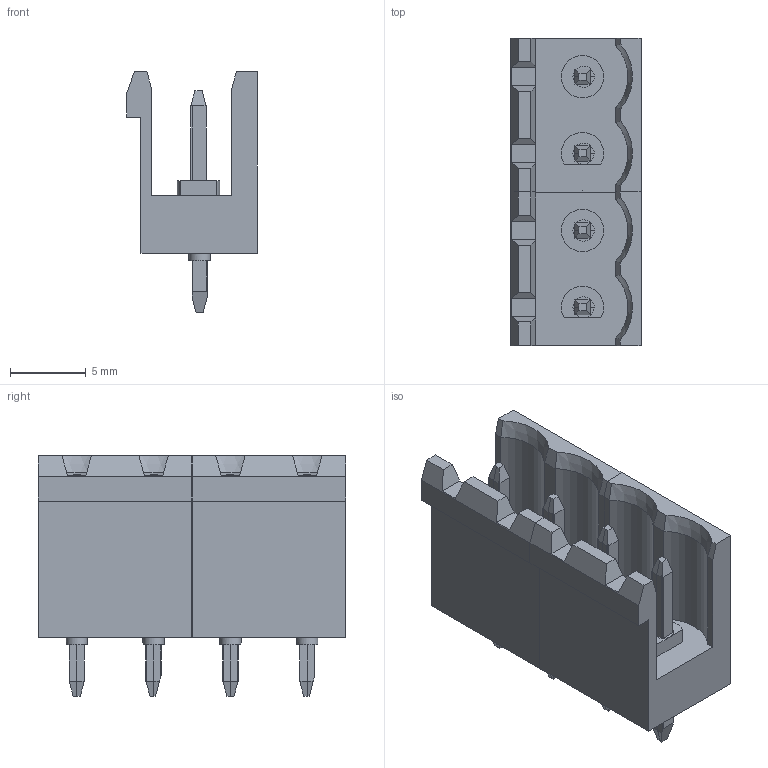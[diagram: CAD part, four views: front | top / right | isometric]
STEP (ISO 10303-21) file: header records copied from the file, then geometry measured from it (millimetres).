
FILE_DESCRIPTION(/* description */ (''),/* implementation_level */ '2;1');
FILE_NAME(/* name */ 'Terminal Block Vert_Socket_4.step',/* time_stamp */ '2018-12-16T19:19:47-05:00',/* author */ ('xdmattz'),/* organization */ (''),/* preprocessor_version */ 'ST-DEVELOPER v17.2',/* originating_system */ 'Autodesk Translation Framework v7.6.0.251',/* authorisation */ '');
FILE_SCHEMA (('AUTOMOTIVE_DESIGN { 1 0 10303 214 3 1 1 }'));
Length unit declared in the file: millimetre
Products named in the file (5): Vert_4; pxc_1758018_04_MSTBV-2-5-2-G-5-08_3D v1; mstbv_2.5-2-g-5; pxc_1758018_04_MSTBV-2-5-2-G-5-08_3D v1 (1); mstbv_2.5-2-g-5 (1)
Assembly tree (4 placements, depth 3):
  Vert_4
    pxc_1758018_04_MSTBV-2-5-2-G-5-08_3D v1
      mstbv_2.5-2-g-5
    pxc_1758018_04_MSTBV-2-5-2-G-5-08_3D v1 (1)
      mstbv_2.5-2-g-5 (1)
Bounding box: 8.6 x 20.32 x 15.9 mm (x, y, z)
Volume: 980.4 mm3; surface area: 1569.4 mm2
Topology: 2 solids, 2 shells, 348 faces, 784 edges, 454 vertices
Faces by surface type: plane 328, cylinder 12, sphere 4, cone 4
Full cylindrical faces by diameter (mm): 1.4 x4, 2.8 x2
Entity records: 9842 total; most frequent: DIRECTION 1626, CARTESIAN_POINT 1611, ORIENTED_EDGE 1568, EDGE_CURVE 784, LINE 640, VECTOR 640, AXIS2_PLACEMENT_3D 493, VERTEX_POINT 454
